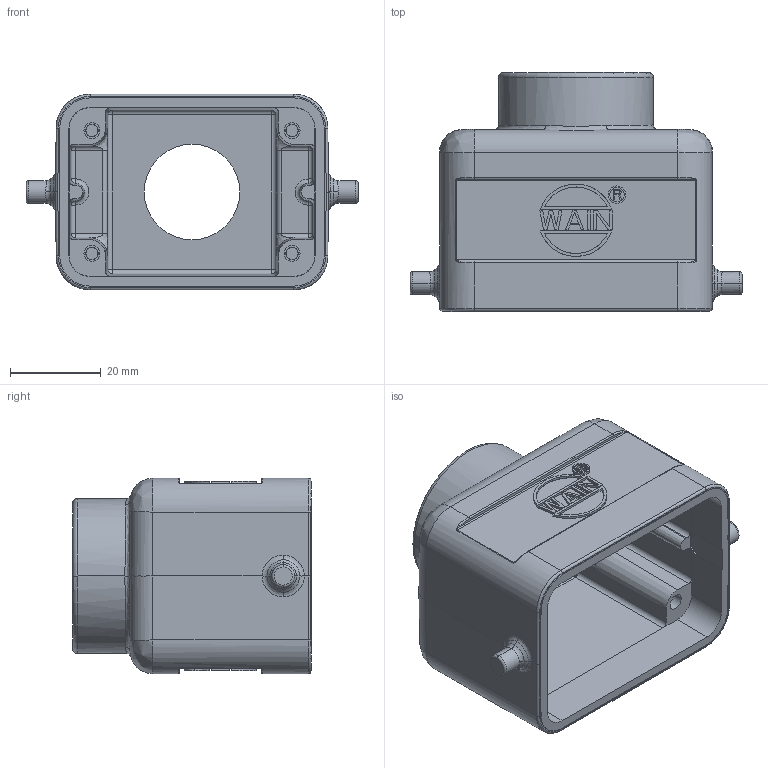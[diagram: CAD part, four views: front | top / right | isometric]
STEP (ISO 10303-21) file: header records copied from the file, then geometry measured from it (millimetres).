
FILE_DESCRIPTION((''),'2;1');
FILE_NAME('3D_1110064101002_H6B-TE-2B-M20_','2019-05-13T',('sh.ye'),(''),'PRO/ENGINEER BY PARAMETRIC TECHNOLOGY CORPORATION, 2015240','PRO/ENGINEER BY PARAMETRIC TECHNOLOGY CORPORATION, 2015240','');
FILE_SCHEMA(('AUTOMOTIVE_DESIGN { 1 0 10303 214 1 1 1 1 }'));
Length unit declared in the file: millimetre
Products named in the file (1): 3D_1110064101002_H6B-TE-2B-M20_
Bounding box: 73 x 52.5 x 43 mm (x, y, z)
Volume: 38697.8 mm3; surface area: 21596.8 mm2
Topology: 1 solids, 17 shells, 600 faces, 1516 edges, 959 vertices
Faces by surface type: plane 388, cylinder 102, bspline 46, torus 20, cone 16, extrusion 16, sphere 12
Entity records: 26378 total; most frequent: CARTESIAN_POINT 7403, ORIENTED_EDGE 2854, DIRECTION 2703, PRESENTATION_STYLE_ASSIGNMENT 1537, STYLED_ITEM 1521, CURVE_STYLE 1504, EDGE_CURVE 1504, VECTOR 1123
